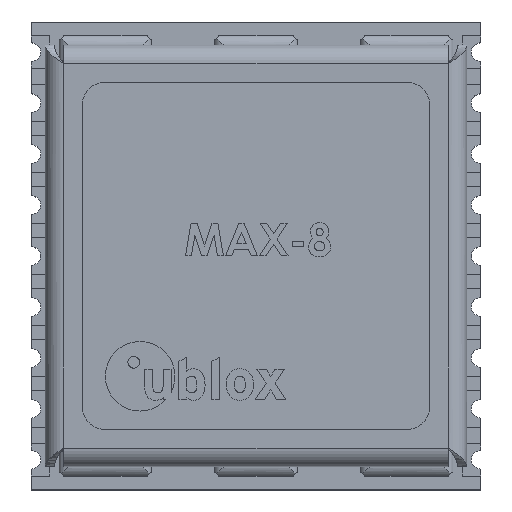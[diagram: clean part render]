
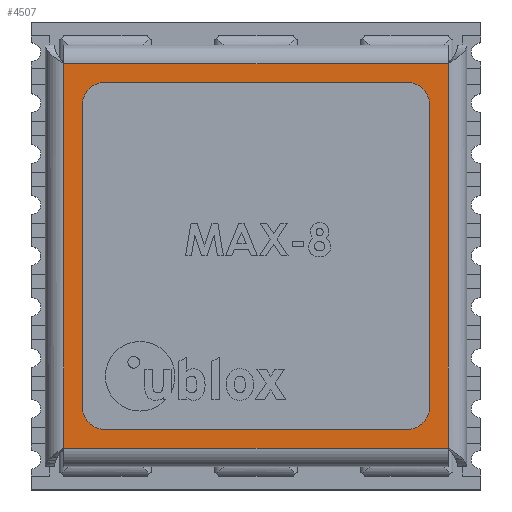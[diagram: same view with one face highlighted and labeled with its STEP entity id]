
A CAD part, top view. The second image highlights one B-rep face of the part: STEP entity #4507.
In plain terms, the highlighted face is planar.
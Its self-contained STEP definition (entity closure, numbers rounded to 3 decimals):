
#143 = DIRECTION ( 'NONE',  ( 0., 0., 1. ) ) ;
#245 = EDGE_CURVE ( 'NONE', #2901, #14583, #21255, .T. ) ;
#843 = CARTESIAN_POINT ( 'NONE',  ( 0., 0., 0. ) ) ;
#1532 = AXIS2_PLACEMENT_3D ( 'NONE', #23396, #10765, #20015 ) ;
#2053 = DIRECTION ( 'NONE',  ( 0., 1., 0. ) ) ;
#2673 = VECTOR ( 'NONE', #19044, 1000. ) ;
#2901 = VERTEX_POINT ( 'NONE', #15348 ) ;
#2953 = LINE ( 'NONE', #15371, #10630 ) ;
#3606 = AXIS2_PLACEMENT_3D ( 'NONE', #16839, #7375, #143 ) ;
#4261 = VECTOR ( 'NONE', #5680, 1000. ) ;
#4402 = CARTESIAN_POINT ( 'NONE',  ( 8.3, 0., 0. ) ) ;
#4507 = ADVANCED_FACE ( 'NONE', ( #21479, #10397 ), #23637, .F. ) ;
#4544 = EDGE_LOOP ( 'NONE', ( #16892, #10548, #11563, #18803 ) ) ;
#5680 = DIRECTION ( 'NONE',  ( 1., 0., 0. ) ) ;
#6692 = EDGE_CURVE ( 'NONE', #9574, #10337, #10072, .T. ) ;
#7149 = ORIENTED_EDGE ( 'NONE', *, *, #14450, .F. ) ;
#7375 = DIRECTION ( 'NONE',  ( 0., 1., 0. ) ) ;
#7817 = CARTESIAN_POINT ( 'NONE',  ( 6.15, 0., -1.75 ) ) ;
#8457 = VERTEX_POINT ( 'NONE', #10843 ) ;
#8800 = VERTEX_POINT ( 'NONE', #11279 ) ;
#9538 = DIRECTION ( 'NONE',  ( 0., 0., 1. ) ) ;
#9574 = VERTEX_POINT ( 'NONE', #15594 ) ;
#10072 = LINE ( 'NONE', #843, #4261 ) ;
#10337 = VERTEX_POINT ( 'NONE', #15420 ) ;
#10397 = FACE_OUTER_BOUND ( 'NONE', #4544, .T. ) ;
#10548 = ORIENTED_EDGE ( 'NONE', *, *, #6692, .T. ) ;
#10630 = VECTOR ( 'NONE', #13544, 1000. ) ;
#10765 = DIRECTION ( 'NONE',  ( 0., -1., 0. ) ) ;
#10843 = CARTESIAN_POINT ( 'NONE',  ( 8.3, 0., -8.3 ) ) ;
#11011 = EDGE_CURVE ( 'NONE', #8800, #9574, #21942, .T. ) ;
#11279 = CARTESIAN_POINT ( 'NONE',  ( 0., 0., -8.3 ) ) ;
#11563 = ORIENTED_EDGE ( 'NONE', *, *, #17296, .T. ) ;
#13529 = ORIENTED_EDGE ( 'NONE', *, *, #245, .F. ) ;
#13544 = DIRECTION ( 'NONE',  ( -1., 0., 0. ) ) ;
#13605 = EDGE_LOOP ( 'NONE', ( #7149, #13529 ) ) ;
#14450 = EDGE_CURVE ( 'NONE', #14583, #2901, #14837, .T. ) ;
#14583 = VERTEX_POINT ( 'NONE', #7817 ) ;
#14837 = CIRCLE ( 'NONE', #16372, 0.4 ) ;
#14918 = DIRECTION ( 'NONE',  ( 0., 0., 1. ) ) ;
#15348 = CARTESIAN_POINT ( 'NONE',  ( 6.15, 0., -2.55 ) ) ;
#15371 = CARTESIAN_POINT ( 'NONE',  ( 0., 0., -8.3 ) ) ;
#15420 = CARTESIAN_POINT ( 'NONE',  ( 8.3, 0., 0. ) ) ;
#15594 = CARTESIAN_POINT ( 'NONE',  ( 0., 0., 0. ) ) ;
#16372 = AXIS2_PLACEMENT_3D ( 'NONE', #16717, #2053, #14918 ) ;
#16717 = CARTESIAN_POINT ( 'NONE',  ( 6.15, 0., -2.15 ) ) ;
#16839 = CARTESIAN_POINT ( 'NONE',  ( 6.15, 0., -2.15 ) ) ;
#16892 = ORIENTED_EDGE ( 'NONE', *, *, #11011, .T. ) ;
#17296 = EDGE_CURVE ( 'NONE', #10337, #8457, #20849, .T. ) ;
#18803 = ORIENTED_EDGE ( 'NONE', *, *, #23611, .T. ) ;
#19044 = DIRECTION ( 'NONE',  ( 0., 0., -1. ) ) ;
#20015 = DIRECTION ( 'NONE',  ( 0., 0., -1. ) ) ;
#20625 = VECTOR ( 'NONE', #9538, 1000. ) ;
#20849 = LINE ( 'NONE', #4402, #2673 ) ;
#21255 = CIRCLE ( 'NONE', #3606, 0.4 ) ;
#21479 = FACE_BOUND ( 'NONE', #13605, .T. ) ;
#21942 = LINE ( 'NONE', #22054, #20625 ) ;
#22054 = CARTESIAN_POINT ( 'NONE',  ( 0., 0., 0. ) ) ;
#23396 = CARTESIAN_POINT ( 'NONE',  ( 0., 0., -8.3 ) ) ;
#23611 = EDGE_CURVE ( 'NONE', #8457, #8800, #2953, .T. ) ;
#23637 = PLANE ( 'NONE',  #1532 ) ;
